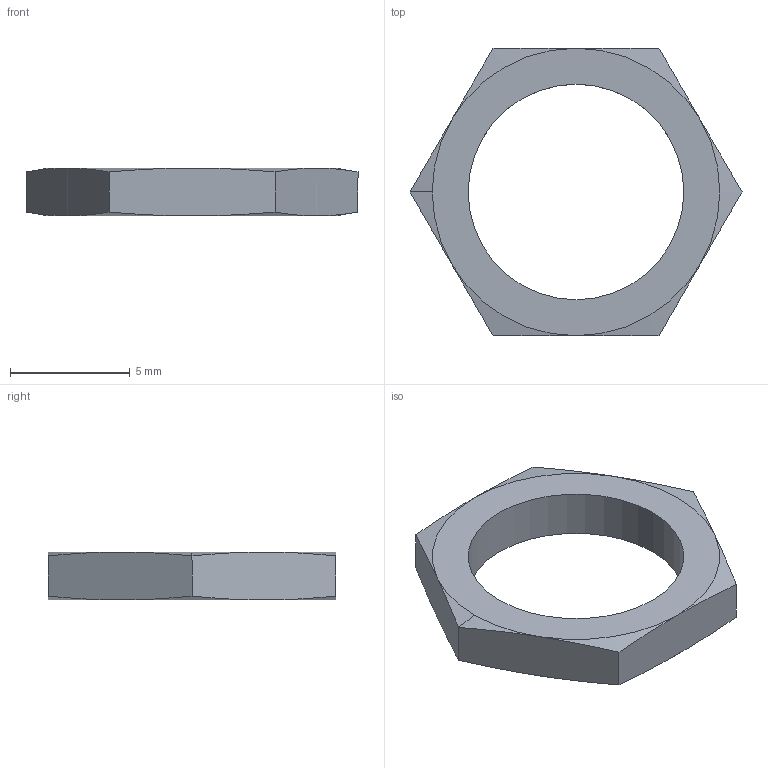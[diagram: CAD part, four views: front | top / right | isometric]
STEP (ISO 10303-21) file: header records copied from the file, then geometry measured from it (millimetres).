
FILE_DESCRIPTION (( 'STEP AP214' ), '1' );
FILE_NAME ('potentiometerNut.STEP', '2022-09-14T03:50:59', ( '' ), ( '' ), 'SwSTEP 2.0', 'SolidWorks 2020', '' );
FILE_SCHEMA (( 'AUTOMOTIVE_DESIGN' ));
Length unit declared in the file: millimetre
Products named in the file (1): potentiometerNut
Bounding box: 13.86 x 12 x 2 mm (x, y, z)
Volume: 121 mm3; surface area: 408.3 mm2
Topology: 7 solids, 7 shells, 39 faces, 72 edges, 47 vertices
Faces by surface type: plane 14, cone 14, cylinder 11
Entity records: 1081 total; most frequent: CARTESIAN_POINT 231, DIRECTION 151, ORIENTED_EDGE 144, EDGE_CURVE 72, AXIS2_PLACEMENT_3D 63, VERTEX_POINT 47, EDGE_LOOP 41, ADVANCED_FACE 39
